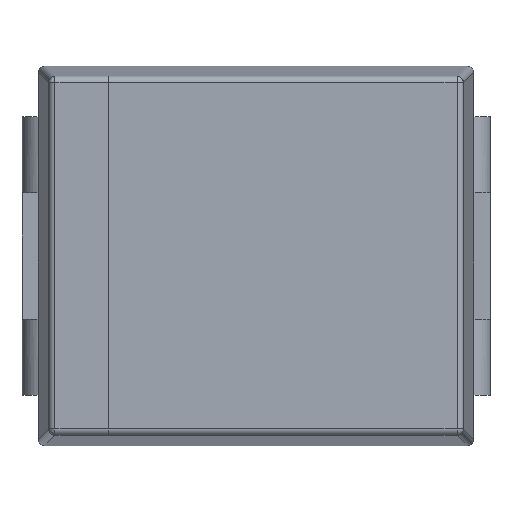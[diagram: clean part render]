
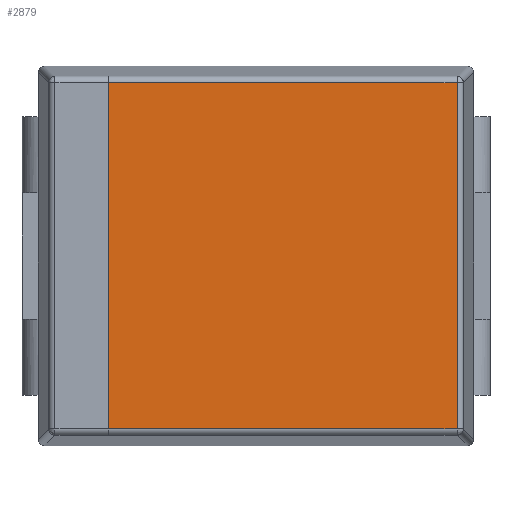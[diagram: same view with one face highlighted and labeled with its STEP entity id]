
A CAD part, top view. The second image highlights one B-rep face of the part: STEP entity #2879.
In plain terms, the highlighted planar face has unit normal (0, 0, 1).
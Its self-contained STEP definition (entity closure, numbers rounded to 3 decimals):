
#18 = VERTEX_POINT ( 'NONE', #1451 ) ;
#41 = FACE_OUTER_BOUND ( 'NONE', #2488, .T. ) ;
#95 = LINE ( 'NONE', #836, #930 ) ;
#104 = LINE ( 'NONE', #2540, #2022 ) ;
#114 = CARTESIAN_POINT ( 'NONE',  ( -1.168, -1.369, 2.1 ) ) ;
#212 = ORIENTED_EDGE ( 'NONE', *, *, #1657, .T. ) ;
#260 = LINE ( 'NONE', #754, #3067 ) ;
#506 = DIRECTION ( 'NONE',  ( 0., 0., 1. ) ) ;
#568 = DIRECTION ( 'NONE',  ( -1., 0., 0. ) ) ;
#613 = ORIENTED_EDGE ( 'NONE', *, *, #1694, .T. ) ;
#657 = ORIENTED_EDGE ( 'NONE', *, *, #882, .T. ) ;
#754 = CARTESIAN_POINT ( 'NONE',  ( -1.168, -1.369, 2.1 ) ) ;
#764 = VERTEX_POINT ( 'NONE', #1633 ) ;
#836 = CARTESIAN_POINT ( 'NONE',  ( -1.168, 1.369, 2.1 ) ) ;
#882 = EDGE_CURVE ( 'NONE', #764, #1840, #95, .T. ) ;
#930 = VECTOR ( 'NONE', #2018, 1000. ) ;
#992 = DIRECTION ( 'NONE',  ( 1., 0., 0. ) ) ;
#1018 = CARTESIAN_POINT ( 'NONE',  ( 1.589, -1.369, 2.1 ) ) ;
#1093 = AXIS2_PLACEMENT_3D ( 'NONE', #1455, #506, #992 ) ;
#1395 = VECTOR ( 'NONE', #2658, 1000. ) ;
#1451 = CARTESIAN_POINT ( 'NONE',  ( 1.589, 1.369, 2.1 ) ) ;
#1455 = CARTESIAN_POINT ( 'NONE',  ( 0., 0., 2.1 ) ) ;
#1603 = ORIENTED_EDGE ( 'NONE', *, *, #2648, .T. ) ;
#1624 = PLANE ( 'NONE',  #1093 ) ;
#1633 = CARTESIAN_POINT ( 'NONE',  ( -1.168, 1.369, 2.1 ) ) ;
#1657 = EDGE_CURVE ( 'NONE', #1840, #2268, #260, .T. ) ;
#1694 = EDGE_CURVE ( 'NONE', #2268, #18, #1713, .T. ) ;
#1713 = LINE ( 'NONE', #2422, #1395 ) ;
#1840 = VERTEX_POINT ( 'NONE', #114 ) ;
#1989 = DIRECTION ( 'NONE',  ( 1., 0., 0. ) ) ;
#2018 = DIRECTION ( 'NONE',  ( 0., -1., 0. ) ) ;
#2022 = VECTOR ( 'NONE', #568, 1000. ) ;
#2268 = VERTEX_POINT ( 'NONE', #1018 ) ;
#2422 = CARTESIAN_POINT ( 'NONE',  ( 1.589, -1.369, 2.1 ) ) ;
#2488 = EDGE_LOOP ( 'NONE', ( #212, #613, #1603, #657 ) ) ;
#2540 = CARTESIAN_POINT ( 'NONE',  ( 1.589, 1.369, 2.1 ) ) ;
#2648 = EDGE_CURVE ( 'NONE', #18, #764, #104, .T. ) ;
#2658 = DIRECTION ( 'NONE',  ( 0., 1., 0. ) ) ;
#2879 = ADVANCED_FACE ( 'NONE', ( #41 ), #1624, .T. ) ;
#3067 = VECTOR ( 'NONE', #1989, 1000. ) ;
